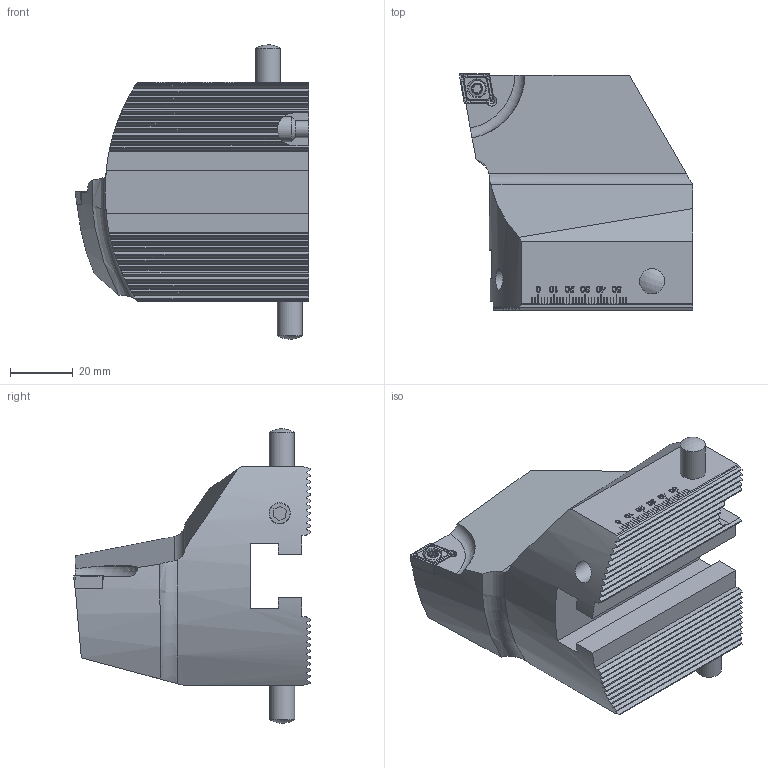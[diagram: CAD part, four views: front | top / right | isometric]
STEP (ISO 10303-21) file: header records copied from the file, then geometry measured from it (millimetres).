
FILE_DESCRIPTION (( 'STEP AP214' ), '1' );
FILE_NAME ('VK1.WCB.001.075.STEP', '2020-08-13T15:09:32', ( '' ), ( '' ), 'SwSTEP 2.0', 'SolidWorks 2017', '' );
FILE_SCHEMA (( 'AUTOMOTIVE_DESIGN' ));
Length unit declared in the file: millimetre
Products named in the file (6): VK1-WCB.001.075_A; CCMT09T304; ISO 4028 - M8 x 35; VK1.WCB.001.075; WCB-ER2.001.009_A; ISO 8734 - 8 x 20 m6
Assembly tree (6 placements, depth 2):
  VK1.WCB.001.075
    VK1-WCB.001.075_A
    WCB-ER2.001.009_A
    CCMT09T304
    ISO 8734 - 8 x 20 m6  x2
    ISO 4028 - M8 x 35
Bounding box: 74.5 x 75.57 x 93.9 mm (x, y, z)
Volume: 209568.1 mm3; surface area: 32161.6 mm2
Topology: 6 solids, 6 shells, 525 faces, 1389 edges, 888 vertices
Faces by surface type: plane 343, bspline 91, cylinder 52, cone 29, torus 5, sphere 5
Full cylindrical faces by diameter (mm): 3.3 x2, 4 x1, 4.4 x1, 5.25 x1, 5.5 x1, 6.1 x1, 6.8 x1, 8 x5
Entity records: 25216 total; most frequent: CARTESIAN_POINT 9591, ORIENTED_EDGE 2690, DIRECTION 2008, EDGE_CURVE 1345, LINE 906, VECTOR 906, VERTEX_POINT 879, EDGE_LOOP 572
